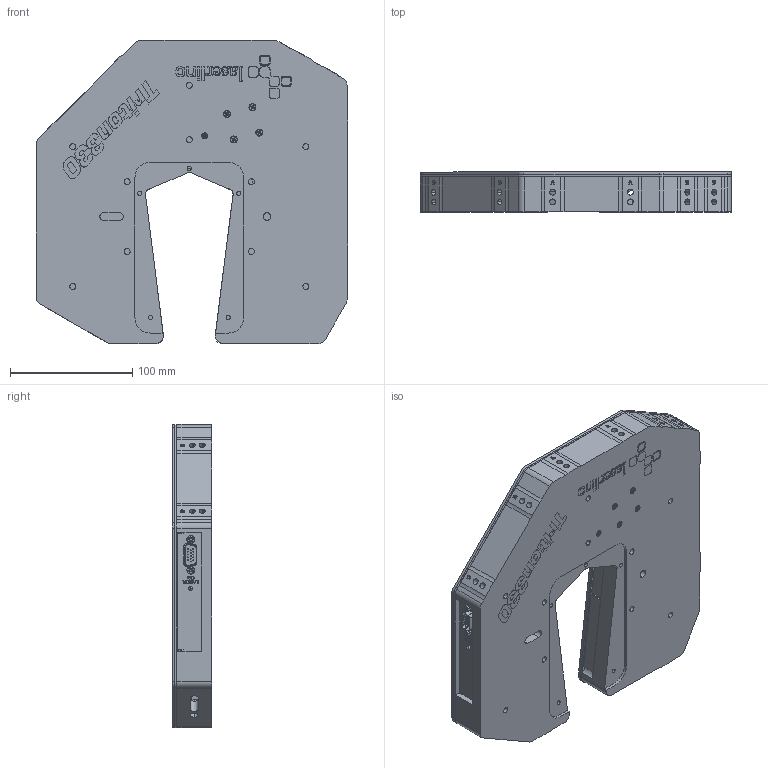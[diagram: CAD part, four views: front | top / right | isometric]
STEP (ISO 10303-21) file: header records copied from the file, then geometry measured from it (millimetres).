
FILE_DESCRIPTION (( 'STEP AP203' ), '1' );
FILE_NAME ('00330-01 Triton330.STEP', '2014-05-06T17:52:30', ( 'Mark' ), ( '' ), 'SwSTEP 2.0', 'SolidWorks 2014', '' );
FILE_SCHEMA (( 'CONFIG_CONTROL_DESIGN' ));
Length unit declared in the file: inch
Products named in the file (1): 00330-01 Triton330
Bounding box: 254.46 x 32.48 x 248.16 mm (x, y, z)
Surface area: 275457.2 mm2 (no closed solid volume)
Topology: 0 solids, 144 shells, 1046 faces, 5456 edges, 4345 vertices
Faces by surface type: plane 586, cylinder 236, cone 177, bspline 43, torus 2, sphere 2
Entity records: 61131 total; most frequent: CARTESIAN_POINT 20562, DIRECTION 7657, ORIENTED_EDGE 7269, EDGE_CURVE 5408, VERTEX_POINT 4345, LINE 3067, VECTOR 3067, AXIS2_PLACEMENT_3D 2295
